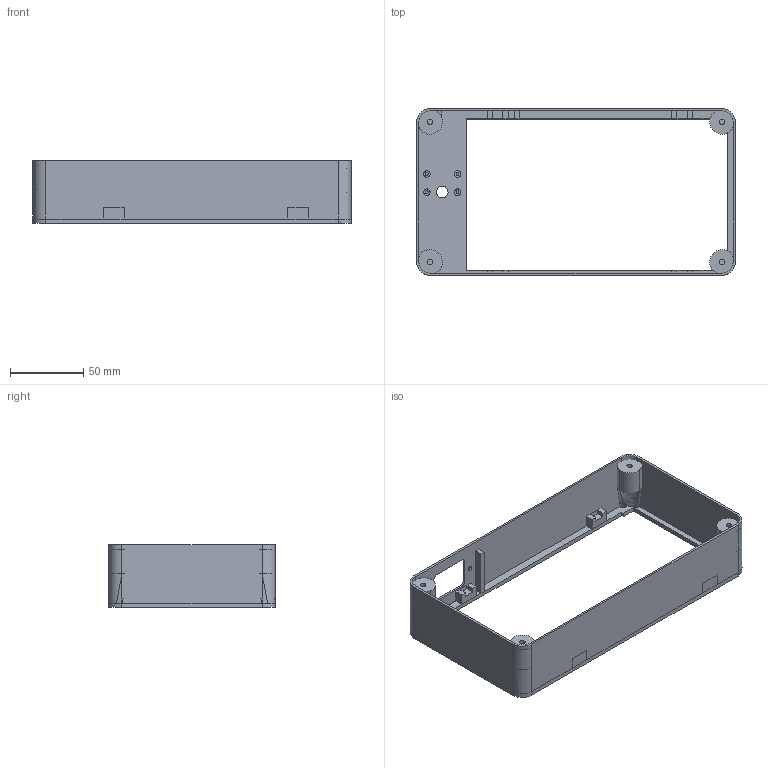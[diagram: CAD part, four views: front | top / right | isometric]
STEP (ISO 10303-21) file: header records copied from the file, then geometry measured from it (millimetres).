
FILE_DESCRIPTION(('FreeCAD Model'),'2;1');
FILE_NAME('main_case_pins_up_3dprint.step','2019-03-25T01:13:29',('Anool'),('Wyolum'), 'Open CASCADE STEP processor 7.3','FreeCAD','Unknown');
FILE_SCHEMA(('AUTOMOTIVE_DESIGN { 1 0 10303 214 1 1 1 1 }'));
Length unit declared in the file: millimetre
Products named in the file (5): Cut001; Mirror_of_Pocket004; Pocket004; Mirror_of_Mirror_of_Body002; Mirror_of_Body002
Bounding box: 218 x 114 x 43 mm (x, y, z)
Volume: 83963.8 mm3; surface area: 76945.7 mm2
Topology: 5 solids, 5 shells, 188 faces, 448 edges, 283 vertices
Faces by surface type: plane 108, cylinder 51, bspline 20, cone 8, torus 1
Full cylindrical faces by diameter (mm): 2 x4, 3.6 x2, 3.8 x4, 4.5 x4, 8 x1
Entity records: 6709 total; most frequent: CARTESIAN_POINT 1312, DIRECTION 898, ORIENTED_EDGE 896, EDGE_CURVE 448, AXIS2_PLACEMENT_3D 301, LINE 296, VECTOR 296, VERTEX_POINT 283
